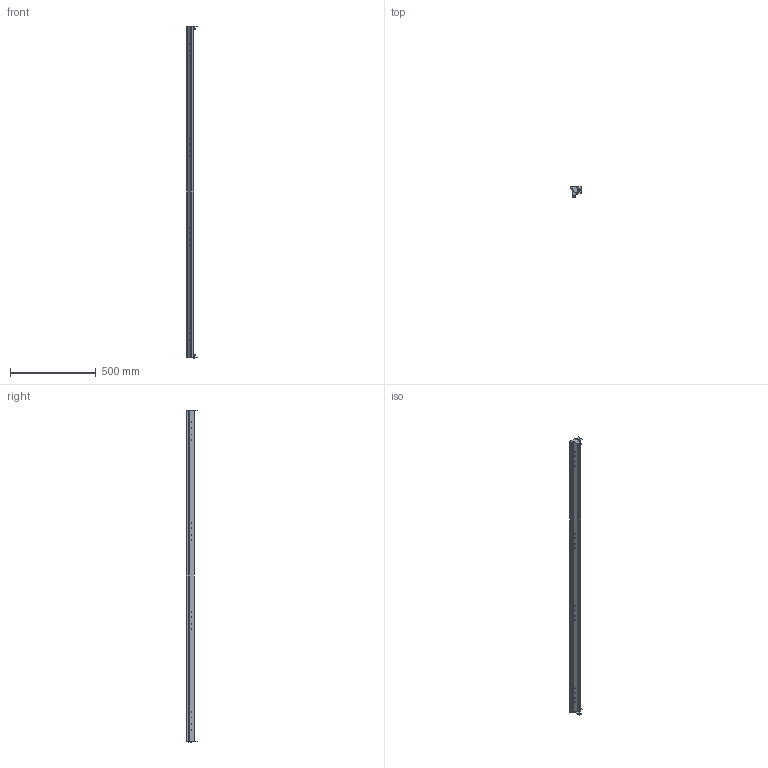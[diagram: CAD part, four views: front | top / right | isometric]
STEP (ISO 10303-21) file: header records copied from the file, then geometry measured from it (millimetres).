
FILE_DESCRIPTION (( 'STEP AP203' ), '1' );
FILE_NAME ('FO-00-PRVV-200 FORMAT Ïðîôèëü âåðò. âñòðîåí. îòñåêà 2000 IEK.STEP', '2024-07-26T07:48:11', ( '' ), ( '' ), 'SwSTEP 2.0', 'SolidWorks 2022', '' );
FILE_SCHEMA (( 'CONFIG_CONTROL_DESIGN' ));
Length unit declared in the file: millimetre
Products named in the file (1): FO-00-PRVV-200 FORMAT Профиль верт. встроен. отсека 2000 IEK
Bounding box: 69 x 64.5 x 1933 mm (x, y, z)
Volume: 465679.9 mm3; surface area: 628572.7 mm2
Topology: 7 solids, 7 shells, 1173 faces, 3469 edges, 2310 vertices
Faces by surface type: plane 774, cylinder 387, cone 12
Entity records: 40546 total; most frequent: CARTESIAN_POINT 6953, ORIENTED_EDGE 6938, DIRECTION 6607, EDGE_CURVE 3469, VECTOR 2679, LINE 2679, VERTEX_POINT 2310, AXIS2_PLACEMENT_3D 1964
